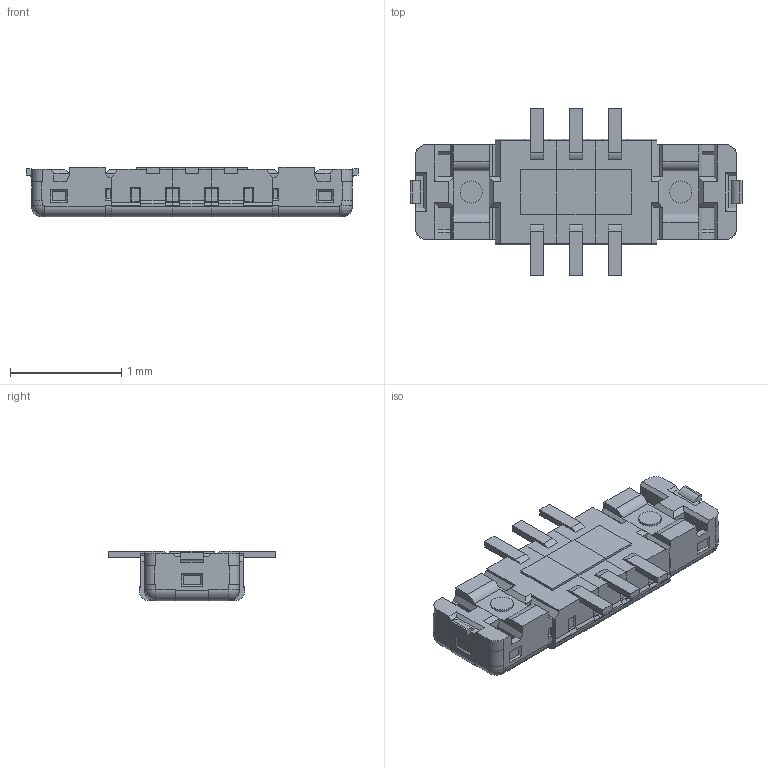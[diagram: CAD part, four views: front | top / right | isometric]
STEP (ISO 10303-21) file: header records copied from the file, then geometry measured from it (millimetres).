
FILE_DESCRIPTION((''),'2;1');
FILE_NAME('103P_6PIN_ASM','2020-10-29T',('FSA08'),(''),'CREO PARAMETRIC BY PTC INC, 2014500','CREO PARAMETRIC BY PTC INC, 2014500','');
FILE_SCHEMA(('AUTOMOTIVE_DESIGN { 1 0 10303 214 1 1 1 1 }'));
Length unit declared in the file: millimetre
Products named in the file (3): 103PR; 103PM; 103P_6PIN_ASM
Assembly tree (3 placements, depth 2):
  103P_6PIN_ASM
    103PR  x2
    103PM
Bounding box: 2.98 x 1.5 x 0.45 mm (x, y, z)
Volume: 0.8 mm3; surface area: 11.8 mm2
Topology: 3 solids, 7 shells, 520 faces, 1376 edges, 872 vertices
Faces by surface type: plane 424, cylinder 84, torus 4, bspline 4, sphere 4
Entity records: 12094 total; most frequent: CARTESIAN_POINT 2507, ORIENTED_EDGE 1558, DIRECTION 1453, EDGE_CURVE 779, VECTOR 681, LINE 681, VERTEX_POINT 498, AXIS2_PLACEMENT_3D 386
